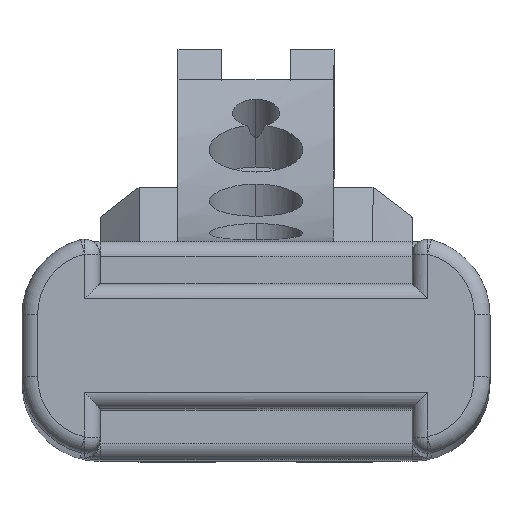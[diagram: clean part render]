
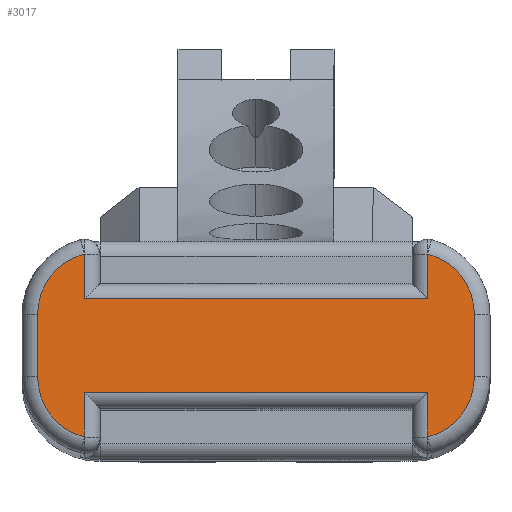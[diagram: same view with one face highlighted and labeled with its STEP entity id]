
A CAD part, left-side view. The second image highlights one B-rep face of the part: STEP entity #3017.
In plain terms, the highlighted planar face has unit normal (-0.999, 0, 0.044).
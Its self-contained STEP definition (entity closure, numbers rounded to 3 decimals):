
#31 = EDGE_CURVE ( 'NONE', #2621, #4455, #1363, .T. ) ;
#45 = CARTESIAN_POINT ( 'NONE',  ( -12.346, 10., -53.512 ) ) ;
#161 = CIRCLE ( 'NONE', #1684, 4. ) ;
#193 = CARTESIAN_POINT ( 'NONE',  ( -11.953, 11., -44.521 ) ) ;
#222 = VERTEX_POINT ( 'NONE', #4184 ) ;
#233 = ORIENTED_EDGE ( 'NONE', *, *, #31, .T. ) ;
#280 = ORIENTED_EDGE ( 'NONE', *, *, #323, .T. ) ;
#315 = VECTOR ( 'NONE', #2177, 1000. ) ;
#323 = EDGE_CURVE ( 'NONE', #3412, #4623, #3946, .T. ) ;
#428 = CARTESIAN_POINT ( 'NONE',  ( -12.084, -11., -47.518 ) ) ;
#433 = LINE ( 'NONE', #3049, #4342 ) ;
#447 = CARTESIAN_POINT ( 'NONE',  ( -12.346, 14., -53.512 ) ) ;
#526 = VERTEX_POINT ( 'NONE', #4378 ) ;
#654 = CARTESIAN_POINT ( 'NONE',  ( -12.515, -11., -57.382 ) ) ;
#700 = VECTOR ( 'NONE', #4273, 1000. ) ;
#822 = DIRECTION ( 'NONE',  ( -0.999, 0., 0.044 ) ) ;
#878 = CARTESIAN_POINT ( 'NONE',  ( -12.346, -10., -53.512 ) ) ;
#1025 = DIRECTION ( 'NONE',  ( 0.044, 0., 0.999 ) ) ;
#1066 = DIRECTION ( 'NONE',  ( -0.999, 0., 0.044 ) ) ;
#1091 = ORIENTED_EDGE ( 'NONE', *, *, #1697, .T. ) ;
#1118 = VERTEX_POINT ( 'NONE', #4456 ) ;
#1125 = LINE ( 'NONE', #447, #1461 ) ;
#1163 = DIRECTION ( 'NONE',  ( 0.044, 0., 0.999 ) ) ;
#1175 = VECTOR ( 'NONE', #3871, 1000. ) ;
#1266 = CARTESIAN_POINT ( 'NONE',  ( -12.564, -11., -58.508 ) ) ;
#1302 = VERTEX_POINT ( 'NONE', #1493 ) ;
#1354 = LINE ( 'NONE', #2406, #1175 ) ;
#1363 = CIRCLE ( 'NONE', #4397, 4. ) ;
#1400 = VECTOR ( 'NONE', #1650, 1000. ) ;
#1442 = CARTESIAN_POINT ( 'NONE',  ( -12.171, 14., -49.516 ) ) ;
#1461 = VECTOR ( 'NONE', #3356, 1000. ) ;
#1486 = VERTEX_POINT ( 'NONE', #2783 ) ;
#1493 = CARTESIAN_POINT ( 'NONE',  ( -12.346, -14., -53.512 ) ) ;
#1512 = DIRECTION ( 'NONE',  ( 0.044, 0., 0.999 ) ) ;
#1650 = DIRECTION ( 'NONE',  ( -0.044, 0., -0.999 ) ) ;
#1684 = AXIS2_PLACEMENT_3D ( 'NONE', #878, #4537, #2708 ) ;
#1697 = EDGE_CURVE ( 'NONE', #4455, #222, #1125, .T. ) ;
#1705 = EDGE_CURVE ( 'NONE', #3984, #1486, #2576, .T. ) ;
#1724 = EDGE_CURVE ( 'NONE', #4623, #1118, #4447, .T. ) ;
#1750 = EDGE_CURVE ( 'NONE', #4280, #1302, #161, .T. ) ;
#1779 = CARTESIAN_POINT ( 'NONE',  ( -12.171, 10., -49.516 ) ) ;
#1780 = VECTOR ( 'NONE', #3427, 1000. ) ;
#1905 = ORIENTED_EDGE ( 'NONE', *, *, #1750, .T. ) ;
#2046 = CARTESIAN_POINT ( 'NONE',  ( -12.39, 11., -54.511 ) ) ;
#2057 = ORIENTED_EDGE ( 'NONE', *, *, #2488, .T. ) ;
#2128 = DIRECTION ( 'NONE',  ( 0.044, 0., 0.999 ) ) ;
#2177 = DIRECTION ( 'NONE',  ( -0.044, 0., -0.999 ) ) ;
#2230 = AXIS2_PLACEMENT_3D ( 'NONE', #4509, #822, #3424 ) ;
#2290 = VECTOR ( 'NONE', #2908, 1000. ) ;
#2308 = CIRCLE ( 'NONE', #3529, 4. ) ;
#2406 = CARTESIAN_POINT ( 'NONE',  ( -12.128, 0., -48.517 ) ) ;
#2483 = DIRECTION ( 'NONE',  ( -0.999, 0., 0.044 ) ) ;
#2488 = EDGE_CURVE ( 'NONE', #526, #3984, #433, .T. ) ;
#2521 = CARTESIAN_POINT ( 'NONE',  ( -12.003, -11., -45.647 ) ) ;
#2557 = CARTESIAN_POINT ( 'NONE',  ( -12.39, 0., -54.511 ) ) ;
#2576 = LINE ( 'NONE', #2557, #2290 ) ;
#2621 = VERTEX_POINT ( 'NONE', #4360 ) ;
#2692 = ORIENTED_EDGE ( 'NONE', *, *, #4539, .T. ) ;
#2708 = DIRECTION ( 'NONE',  ( 0.044, 0., 0.999 ) ) ;
#2783 = CARTESIAN_POINT ( 'NONE',  ( -12.39, -11., -54.511 ) ) ;
#2908 = DIRECTION ( 'NONE',  ( 0., -1., 0. ) ) ;
#3017 = ADVANCED_FACE ( 'NONE', ( #3375 ), #3451, .T. ) ;
#3033 = AXIS2_PLACEMENT_3D ( 'NONE', #4257, #4666, #1025 ) ;
#3049 = CARTESIAN_POINT ( 'NONE',  ( -12.433, 11., -55.511 ) ) ;
#3087 = EDGE_CURVE ( 'NONE', #1302, #3412, #3472, .T. ) ;
#3107 = CARTESIAN_POINT ( 'NONE',  ( -12.171, -14., -49.516 ) ) ;
#3171 = ORIENTED_EDGE ( 'NONE', *, *, #3087, .T. ) ;
#3256 = ORIENTED_EDGE ( 'NONE', *, *, #3916, .T. ) ;
#3267 = ORIENTED_EDGE ( 'NONE', *, *, #3745, .T. ) ;
#3356 = DIRECTION ( 'NONE',  ( -0.044, 0., -0.999 ) ) ;
#3375 = FACE_OUTER_BOUND ( 'NONE', #4087, .T. ) ;
#3412 = VERTEX_POINT ( 'NONE', #4430 ) ;
#3424 = DIRECTION ( 'NONE',  ( 0.044, 0., 0.999 ) ) ;
#3425 = ORIENTED_EDGE ( 'NONE', *, *, #4071, .T. ) ;
#3427 = DIRECTION ( 'NONE',  ( 0.044, 0., 0.999 ) ) ;
#3451 = PLANE ( 'NONE',  #2230 ) ;
#3454 = LINE ( 'NONE', #193, #1780 ) ;
#3472 = LINE ( 'NONE', #3107, #700 ) ;
#3504 = VERTEX_POINT ( 'NONE', #4138 ) ;
#3529 = AXIS2_PLACEMENT_3D ( 'NONE', #45, #1066, #1163 ) ;
#3657 = ORIENTED_EDGE ( 'NONE', *, *, #1724, .T. ) ;
#3745 = EDGE_CURVE ( 'NONE', #3504, #2621, #3454, .T. ) ;
#3871 = DIRECTION ( 'NONE',  ( 0., 1., 0. ) ) ;
#3916 = EDGE_CURVE ( 'NONE', #1118, #3504, #1354, .T. ) ;
#3946 = CIRCLE ( 'NONE', #3033, 4. ) ;
#3984 = VERTEX_POINT ( 'NONE', #2046 ) ;
#4071 = EDGE_CURVE ( 'NONE', #222, #526, #2308, .T. ) ;
#4087 = EDGE_LOOP ( 'NONE', ( #3657, #3256, #3267, #233, #1091, #3425, #2057, #4677, #2692, #1905, #3171, #280 ) ) ;
#4138 = CARTESIAN_POINT ( 'NONE',  ( -12.128, 11., -48.517 ) ) ;
#4184 = CARTESIAN_POINT ( 'NONE',  ( -12.346, 14., -53.512 ) ) ;
#4257 = CARTESIAN_POINT ( 'NONE',  ( -12.171, -10., -49.516 ) ) ;
#4273 = DIRECTION ( 'NONE',  ( 0.044, 0., 0.999 ) ) ;
#4280 = VERTEX_POINT ( 'NONE', #654 ) ;
#4342 = VECTOR ( 'NONE', #1512, 1000. ) ;
#4360 = CARTESIAN_POINT ( 'NONE',  ( -12.003, 11., -45.647 ) ) ;
#4378 = CARTESIAN_POINT ( 'NONE',  ( -12.515, 11., -57.382 ) ) ;
#4397 = AXIS2_PLACEMENT_3D ( 'NONE', #1779, #2483, #2128 ) ;
#4430 = CARTESIAN_POINT ( 'NONE',  ( -12.171, -14., -49.516 ) ) ;
#4447 = LINE ( 'NONE', #428, #315 ) ;
#4455 = VERTEX_POINT ( 'NONE', #1442 ) ;
#4456 = CARTESIAN_POINT ( 'NONE',  ( -12.128, -11., -48.517 ) ) ;
#4509 = CARTESIAN_POINT ( 'NONE',  ( -9.99, 0., 0.436 ) ) ;
#4514 = LINE ( 'NONE', #1266, #1400 ) ;
#4537 = DIRECTION ( 'NONE',  ( -0.999, 0., 0.044 ) ) ;
#4539 = EDGE_CURVE ( 'NONE', #1486, #4280, #4514, .T. ) ;
#4623 = VERTEX_POINT ( 'NONE', #2521 ) ;
#4666 = DIRECTION ( 'NONE',  ( -0.999, 0., 0.044 ) ) ;
#4677 = ORIENTED_EDGE ( 'NONE', *, *, #1705, .T. ) ;
